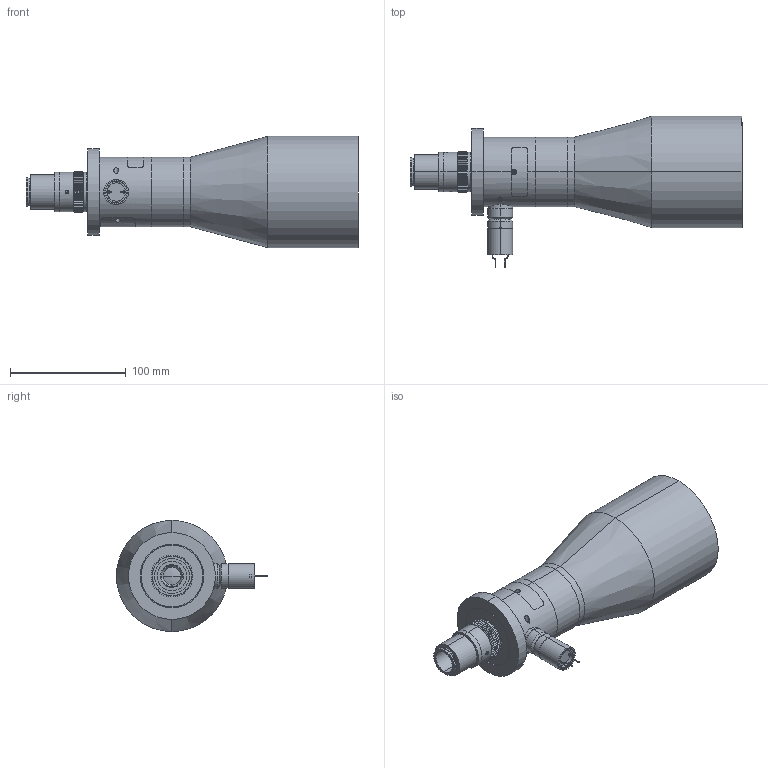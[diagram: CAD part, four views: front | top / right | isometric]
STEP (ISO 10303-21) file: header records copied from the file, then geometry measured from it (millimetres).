
FILE_DESCRIPTION (( 'STEP AP203' ), '1' );
FILE_NAME ('S5LPL6060_LED_01.STEP', '2022-03-04T05:41:49', ( '' ), ( '' ), 'SwSTEP 2.0', 'SolidWorks 2021', '' );
FILE_SCHEMA (( 'CONFIG_CONTROL_DESIGN' ));
Length unit declared in the file: millimetre
Products named in the file (38): S5LAO6040__078; DIN 912 M2 x 10 --- 10N_DIN 912 M2 x 10 --- 10N; S5ELE1365; DIN 914 - M3 x 4-N_DIN 914 - M3 x 4-N; S5LPX6040__078; 134316; 134330; DIN 913 - M3 x 3-N_DIN 913 - M3 x 3-N; 307902; O-Ring 15x1; S0DIF1363; 134301; S5FIL0201; Anschlußkabel 300 mm^134301; 386102; 518004; S5LDX0015; 291109; 307801; S5LPL6060_LED_01; 134318; 125209; 518003; 239407; 097108; 163501; 053710; 307804; DIN 912 M2 x 4 --- 4N_DIN 912 M2 x 4 --- 4N; 134319; 307805; 134317; 108412; 518002; 320606; 291105; 518001; S5LED0011
Assembly tree (41 placements, depth 4):
  S5LPL6060_LED_01
    S5LAO6040__078
      S5LPX6040__078
    386102
    291105
    239407
    097108
    291109
    125209
    307902
    163501
      134316  x2
      S0DIF1363
      S5FIL0201
      134301
        134317
        134319
        134330
        S5ELE1365
        S5LED0011
        Anschlußkabel 300 mm^134301  x2
      053710
      134318
    307801
      S5LDX0015
      307804
      307805
      320606
      108412
      DIN 913 - M3 x 3-N_DIN 913 - M3 x 3-N  x2
    518001
      518002
      518003
      518004
      O-Ring 15x1
      DIN 912 M2 x 10 --- 10N_DIN 912 M2 x 10 --- 10N
      DIN 912 M2 x 4 --- 4N_DIN 912 M2 x 4 --- 4N  x2
      DIN 914 - M3 x 4-N_DIN 914 - M3 x 4-N
Bounding box: 286.52 x 130.63 x 96 mm (x, y, z)
Volume: 439889.4 mm3; surface area: 190871 mm2
Topology: 36 solids, 36 shells, 1160 faces, 2632 edges, 1579 vertices
Faces by surface type: cylinder 414, plane 401, cone 248, torus 90, sphere 7
Entity records: 35550 total; most frequent: CARTESIAN_POINT 7143, DIRECTION 5436, ORIENTED_EDGE 4824, EDGE_CURVE 2412, AXIS2_PLACEMENT_3D 2244, VERTEX_POINT 1455, EDGE_LOOP 1177, CIRCLE 1132
